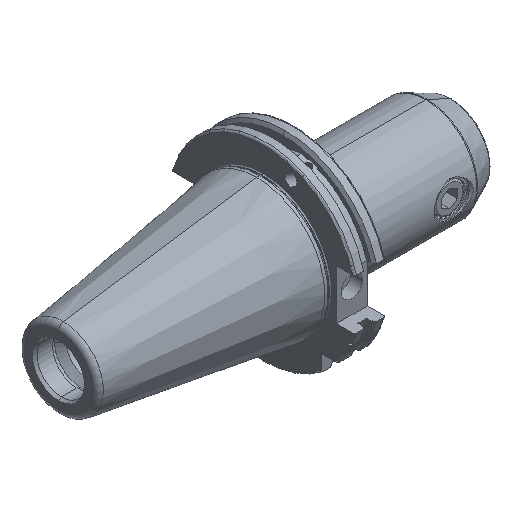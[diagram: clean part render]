
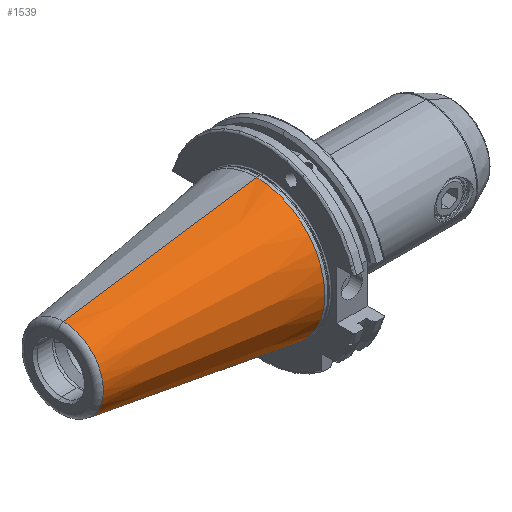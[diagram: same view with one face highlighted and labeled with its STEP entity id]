
A CAD part, isometric view. The second image highlights one B-rep face of the part: STEP entity #1539.
In plain terms, the highlighted conical face has half-angle 8.297 degrees and reference radius 34.925 mm.
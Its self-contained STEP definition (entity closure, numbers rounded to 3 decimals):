
#1519 = EDGE_LOOP ( 'NONE', ( #1540, #1533, #1525, #1526 ) ) ;
#1525 = ORIENTED_EDGE ( 'NONE', *, *, #1543, .T. ) ;
#1526 = ORIENTED_EDGE ( 'NONE', *, *, #1527, .F. ) ;
#1527 = EDGE_CURVE ( 'NONE', #1532, #1538, #3711, .T. ) ;
#1532 = VERTEX_POINT ( 'NONE', #3697 ) ;
#1533 = ORIENTED_EDGE ( 'NONE', *, *, #1534, .T. ) ;
#1534 = EDGE_CURVE ( 'NONE', #1542, #1537, #3696, .T. ) ;
#1537 = VERTEX_POINT ( 'NONE', #3750 ) ;
#1538 = VERTEX_POINT ( 'NONE', #3749 ) ;
#1539 = ADVANCED_FACE ( 'NONE', ( #3748 ), #3747, .T. ) ;
#1540 = ORIENTED_EDGE ( 'NONE', *, *, #1541, .F. ) ;
#1541 = EDGE_CURVE ( 'NONE', #1542, #1532, #3746, .T. ) ;
#1542 = VERTEX_POINT ( 'NONE', #3737 ) ;
#1543 = EDGE_CURVE ( 'NONE', #1537, #1538, #3736, .T. ) ;
#3693 = DIRECTION ( 'NONE',  ( 0.99, 0., -0.144 ) ) ;
#3694 = VECTOR ( 'NONE', #3693, 1000. ) ;
#3695 = CARTESIAN_POINT ( 'NONE',  ( 0., 0., -34.925 ) ) ;
#3696 = LINE ( 'NONE', #3695, #3694 ) ;
#3697 = CARTESIAN_POINT ( 'NONE',  ( -99.183, 0., 20.461 ) ) ;
#3708 = DIRECTION ( 'NONE',  ( 0.99, 0., 0.144 ) ) ;
#3709 = VECTOR ( 'NONE', #3708, 1000. ) ;
#3710 = CARTESIAN_POINT ( 'NONE',  ( 0., 0., 34.925 ) ) ;
#3711 = LINE ( 'NONE', #3710, #3709 ) ;
#3732 = DIRECTION ( 'NONE',  ( 0., 0., -1. ) ) ;
#3733 = DIRECTION ( 'NONE',  ( -1., 0., 0. ) ) ;
#3734 = CARTESIAN_POINT ( 'NONE',  ( 0., 0., 0. ) ) ;
#3735 = AXIS2_PLACEMENT_3D ( 'NONE', #3734, #3733, #3732 ) ;
#3736 = CIRCLE ( 'NONE', #3735, 34.925 ) ;
#3737 = CARTESIAN_POINT ( 'NONE',  ( -99.183, 0., -20.461 ) ) ;
#3738 = DIRECTION ( 'NONE',  ( 0., 0., -1. ) ) ;
#3739 = DIRECTION ( 'NONE',  ( -1., 0., 0. ) ) ;
#3740 = CARTESIAN_POINT ( 'NONE',  ( -99.183, 0., 0. ) ) ;
#3741 = AXIS2_PLACEMENT_3D ( 'NONE', #3740, #3739, #3738 ) ;
#3742 = DIRECTION ( 'NONE',  ( 0., 0., 1. ) ) ;
#3743 = DIRECTION ( 'NONE',  ( 1., 0., 0. ) ) ;
#3744 = CARTESIAN_POINT ( 'NONE',  ( 0., 0., 0. ) ) ;
#3745 = AXIS2_PLACEMENT_3D ( 'NONE', #3744, #3743, #3742 ) ;
#3746 = CIRCLE ( 'NONE', #3741, 20.461 ) ;
#3747 = CONICAL_SURFACE ( 'NONE', #3745, 34.925, 0.145 ) ;
#3748 = FACE_OUTER_BOUND ( 'NONE', #1519, .T. ) ;
#3749 = CARTESIAN_POINT ( 'NONE',  ( 0., 0., 34.925 ) ) ;
#3750 = CARTESIAN_POINT ( 'NONE',  ( 0., 0., -34.925 ) ) ;
